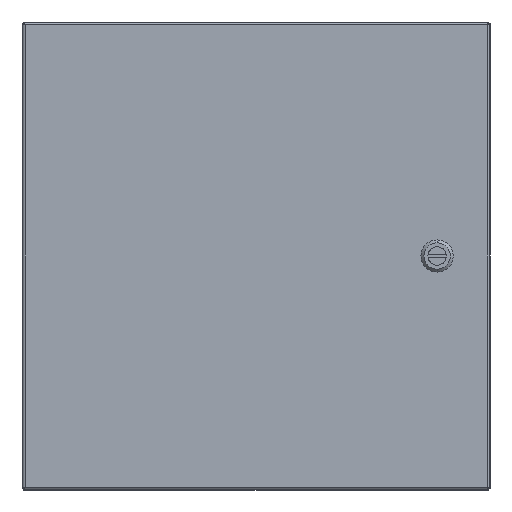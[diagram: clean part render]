
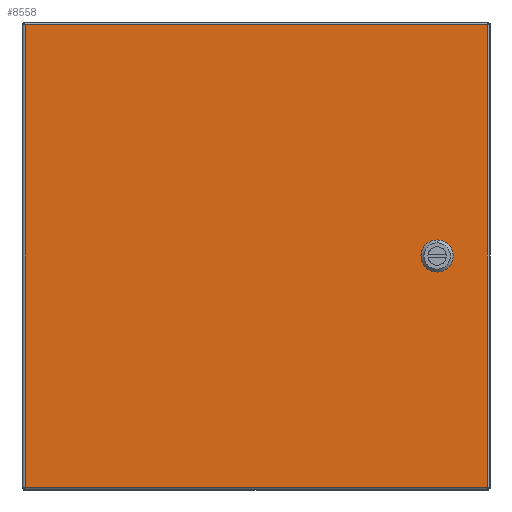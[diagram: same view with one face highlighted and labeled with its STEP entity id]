
A CAD part, front view. The second image highlights one B-rep face of the part: STEP entity #8558.
In plain terms, the highlighted planar face has unit normal (0, -1, 0).
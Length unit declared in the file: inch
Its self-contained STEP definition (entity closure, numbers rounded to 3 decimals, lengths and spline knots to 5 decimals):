
#206 = EDGE_CURVE ( 'NONE', #15698, #15648, #870, .T. ) ;
#231 = DIRECTION ( 'NONE',  ( 0.707, 0., 0.707 ) ) ;
#572 = LINE ( 'NONE', #7149, #18689 ) ;
#732 = EDGE_CURVE ( 'NONE', #5029, #15698, #572, .T. ) ;
#838 = ORIENTED_EDGE ( 'NONE', *, *, #8932, .T. ) ;
#870 = LINE ( 'NONE', #5781, #21969 ) ;
#1029 = ORIENTED_EDGE ( 'NONE', *, *, #8844, .T. ) ;
#1277 = VECTOR ( 'NONE', #19494, 39.37008 ) ;
#1631 = LINE ( 'NONE', #3419, #19175 ) ;
#1929 = ORIENTED_EDGE ( 'NONE', *, *, #13770, .T. ) ;
#2685 = EDGE_CURVE ( 'NONE', #17071, #10786, #18815, .T. ) ;
#2929 = CARTESIAN_POINT ( 'NONE',  ( 6.422, -6.822, 0.3955 ) ) ;
#2934 = CARTESIAN_POINT ( 'NONE',  ( -7.896, -6.822, -7.8985 ) ) ;
#3088 = FACE_BOUND ( 'NONE', #7194, .T. ) ;
#3358 = DIRECTION ( 'NONE',  ( 1., 0., 0. ) ) ;
#3419 = CARTESIAN_POINT ( 'NONE',  ( 6.422, -6.822, 0.3955 ) ) ;
#3518 = CARTESIAN_POINT ( 'NONE',  ( 7.901, -6.822, 7.8985 ) ) ;
#3686 = AXIS2_PLACEMENT_3D ( 'NONE', #11662, #8095, #14875 ) ;
#3709 = VECTOR ( 'NONE', #20950, 39.37008 ) ;
#4064 = EDGE_CURVE ( 'NONE', #5723, #6940, #7346, .T. ) ;
#4661 = VERTEX_POINT ( 'NONE', #8955 ) ;
#4854 = FACE_OUTER_BOUND ( 'NONE', #17506, .T. ) ;
#5029 = VERTEX_POINT ( 'NONE', #8110 ) ;
#5057 = ORIENTED_EDGE ( 'NONE', *, *, #21992, .T. ) ;
#5101 = EDGE_CURVE ( 'NONE', #10786, #7584, #1631, .T. ) ;
#5631 = VECTOR ( 'NONE', #231, 39.37008 ) ;
#5723 = VERTEX_POINT ( 'NONE', #16813 ) ;
#5781 = CARTESIAN_POINT ( 'NONE',  ( -7.896, -6.822, 7.8985 ) ) ;
#5835 = ORIENTED_EDGE ( 'NONE', *, *, #206, .T. ) ;
#5894 = DIRECTION ( 'NONE',  ( -1., 0., 0. ) ) ;
#6421 = PLANE ( 'NONE',  #3686 ) ;
#6940 = VERTEX_POINT ( 'NONE', #9145 ) ;
#7012 = DIRECTION ( 'NONE',  ( -0.707, 0., 0.707 ) ) ;
#7149 = CARTESIAN_POINT ( 'NONE',  ( 7.901, -6.822, -7.8985 ) ) ;
#7194 = EDGE_LOOP ( 'NONE', ( #9165, #19675, #8644, #5057, #838, #16058, #18352, #19254 ) ) ;
#7309 = VERTEX_POINT ( 'NONE', #7860 ) ;
#7346 = LINE ( 'NONE', #20894, #18787 ) ;
#7584 = VERTEX_POINT ( 'NONE', #8710 ) ;
#7646 = CARTESIAN_POINT ( 'NONE',  ( -7.896, -6.822, 7.8985 ) ) ;
#7680 = VECTOR ( 'NONE', #3358, 39.37008 ) ;
#7860 = CARTESIAN_POINT ( 'NONE',  ( 6.5865, -6.822, 0.231 ) ) ;
#8095 = DIRECTION ( 'NONE',  ( 0., -1., 0. ) ) ;
#8110 = CARTESIAN_POINT ( 'NONE',  ( 7.901, -6.822, -7.8985 ) ) ;
#8558 = ADVANCED_FACE ( 'NONE', ( #4854, #3088 ), #6421, .T. ) ;
#8644 = ORIENTED_EDGE ( 'NONE', *, *, #5101, .T. ) ;
#8710 = CARTESIAN_POINT ( 'NONE',  ( 6.422, -6.822, 0.3955 ) ) ;
#8829 = DIRECTION ( 'NONE',  ( 0., 0., 1. ) ) ;
#8844 = EDGE_CURVE ( 'NONE', #15648, #10665, #17844, .T. ) ;
#8932 = EDGE_CURVE ( 'NONE', #7309, #19285, #14954, .T. ) ;
#8955 = CARTESIAN_POINT ( 'NONE',  ( 6.422, -6.822, -0.3955 ) ) ;
#8976 = CARTESIAN_POINT ( 'NONE',  ( -7.896, -6.822, -7.8985 ) ) ;
#9145 = CARTESIAN_POINT ( 'NONE',  ( 5.7955, -6.822, -0.231 ) ) ;
#9165 = ORIENTED_EDGE ( 'NONE', *, *, #15817, .T. ) ;
#9508 = DIRECTION ( 'NONE',  ( 0.707, 0., -0.707 ) ) ;
#9572 = CARTESIAN_POINT ( 'NONE',  ( 5.96, -6.822, 0.3955 ) ) ;
#9888 = LINE ( 'NONE', #16748, #13037 ) ;
#10665 = VERTEX_POINT ( 'NONE', #17437 ) ;
#10786 = VERTEX_POINT ( 'NONE', #9572 ) ;
#10853 = CARTESIAN_POINT ( 'NONE',  ( 5.96, -6.822, -0.3955 ) ) ;
#11662 = CARTESIAN_POINT ( 'NONE',  ( -7.896, -6.822, -7.8985 ) ) ;
#12509 = LINE ( 'NONE', #10853, #1277 ) ;
#12526 = ORIENTED_EDGE ( 'NONE', *, *, #732, .T. ) ;
#13037 = VECTOR ( 'NONE', #16643, 39.37008 ) ;
#13225 = DIRECTION ( 'NONE',  ( 1., 0., 0. ) ) ;
#13643 = EDGE_CURVE ( 'NONE', #4661, #5723, #12509, .T. ) ;
#13770 = EDGE_CURVE ( 'NONE', #10665, #5029, #18574, .T. ) ;
#14540 = VECTOR ( 'NONE', #15980, 39.37008 ) ;
#14875 = DIRECTION ( 'NONE',  ( 0., 0., -1. ) ) ;
#14938 = CARTESIAN_POINT ( 'NONE',  ( 6.5865, -6.822, -0.231 ) ) ;
#14954 = LINE ( 'NONE', #16404, #21093 ) ;
#15488 = CARTESIAN_POINT ( 'NONE',  ( 5.96, -6.822, 0.3955 ) ) ;
#15648 = VERTEX_POINT ( 'NONE', #7646 ) ;
#15698 = VERTEX_POINT ( 'NONE', #3518 ) ;
#15817 = EDGE_CURVE ( 'NONE', #6940, #17071, #9888, .T. ) ;
#15980 = DIRECTION ( 'NONE',  ( -0.707, 0., -0.707 ) ) ;
#16058 = ORIENTED_EDGE ( 'NONE', *, *, #18663, .T. ) ;
#16404 = CARTESIAN_POINT ( 'NONE',  ( 6.5865, -6.822, -0.231 ) ) ;
#16589 = LINE ( 'NONE', #2929, #18198 ) ;
#16643 = DIRECTION ( 'NONE',  ( 0., 0., 1. ) ) ;
#16748 = CARTESIAN_POINT ( 'NONE',  ( 5.7955, -6.822, 0.231 ) ) ;
#16813 = CARTESIAN_POINT ( 'NONE',  ( 5.96, -6.822, -0.3955 ) ) ;
#17071 = VERTEX_POINT ( 'NONE', #19406 ) ;
#17419 = CARTESIAN_POINT ( 'NONE',  ( 6.5865, -6.822, -0.231 ) ) ;
#17437 = CARTESIAN_POINT ( 'NONE',  ( -7.896, -6.822, -7.8985 ) ) ;
#17506 = EDGE_LOOP ( 'NONE', ( #12526, #5835, #1029, #1929 ) ) ;
#17844 = LINE ( 'NONE', #8976, #3709 ) ;
#18198 = VECTOR ( 'NONE', #9508, 39.37008 ) ;
#18352 = ORIENTED_EDGE ( 'NONE', *, *, #13643, .T. ) ;
#18574 = LINE ( 'NONE', #2934, #7680 ) ;
#18663 = EDGE_CURVE ( 'NONE', #19285, #4661, #19082, .T. ) ;
#18689 = VECTOR ( 'NONE', #8829, 39.37008 ) ;
#18787 = VECTOR ( 'NONE', #7012, 39.37008 ) ;
#18815 = LINE ( 'NONE', #15488, #5631 ) ;
#19082 = LINE ( 'NONE', #17419, #14540 ) ;
#19175 = VECTOR ( 'NONE', #13225, 39.37008 ) ;
#19254 = ORIENTED_EDGE ( 'NONE', *, *, #4064, .T. ) ;
#19285 = VERTEX_POINT ( 'NONE', #14938 ) ;
#19406 = CARTESIAN_POINT ( 'NONE',  ( 5.7955, -6.822, 0.231 ) ) ;
#19494 = DIRECTION ( 'NONE',  ( -1., 0., 0. ) ) ;
#19628 = DIRECTION ( 'NONE',  ( 0., 0., -1. ) ) ;
#19675 = ORIENTED_EDGE ( 'NONE', *, *, #2685, .T. ) ;
#20894 = CARTESIAN_POINT ( 'NONE',  ( 5.7955, -6.822, -0.231 ) ) ;
#20950 = DIRECTION ( 'NONE',  ( 0., 0., -1. ) ) ;
#21093 = VECTOR ( 'NONE', #19628, 39.37008 ) ;
#21969 = VECTOR ( 'NONE', #5894, 39.37008 ) ;
#21992 = EDGE_CURVE ( 'NONE', #7584, #7309, #16589, .T. ) ;
